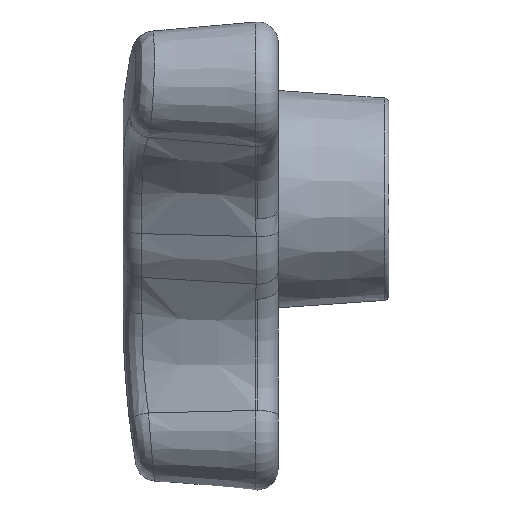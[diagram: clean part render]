
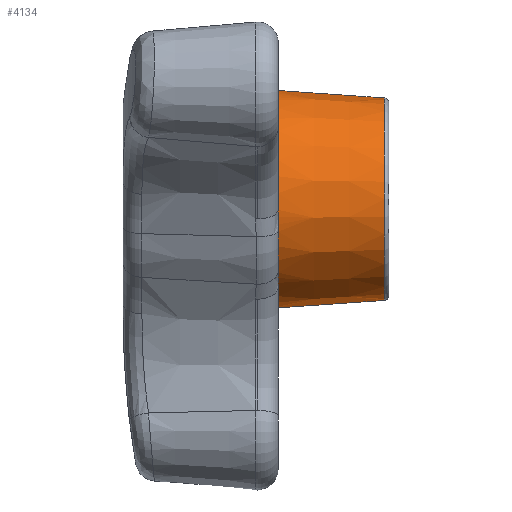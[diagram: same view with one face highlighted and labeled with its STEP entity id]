
A CAD part, left-side view. The second image highlights one B-rep face of the part: STEP entity #4134.
In plain terms, the highlighted conical face has half-angle 4 degrees and reference radius 10.5 mm.
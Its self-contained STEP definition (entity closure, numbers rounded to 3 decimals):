
#28 = DIRECTION ( 'NONE',  ( 0., 0., 1. ) ) ;
#90 = ORIENTED_EDGE ( 'NONE', *, *, #428, .T. ) ;
#170 = LINE ( 'NONE', #3500, #3330 ) ;
#301 = DIRECTION ( 'NONE',  ( 0., -1., 0. ) ) ;
#411 = EDGE_CURVE ( 'NONE', #1751, #920, #4654, .T. ) ;
#421 = DIRECTION ( 'NONE',  ( 0., -1., 0. ) ) ;
#428 = EDGE_CURVE ( 'NONE', #6207, #545, #2222, .T. ) ;
#545 = VERTEX_POINT ( 'NONE', #1517 ) ;
#600 = CONICAL_SURFACE ( 'NONE', #900, 10.5, 0.07 ) ;
#710 = VERTEX_POINT ( 'NONE', #1929 ) ;
#717 = EDGE_CURVE ( 'NONE', #762, #956, #2323, .T. ) ;
#748 = DIRECTION ( 'NONE',  ( 0., 0., 1. ) ) ;
#759 = AXIS2_PLACEMENT_3D ( 'NONE', #2624, #301, #1277 ) ;
#762 = VERTEX_POINT ( 'NONE', #3615 ) ;
#879 = CARTESIAN_POINT ( 'NONE',  ( -10.449, -15., -1.038 ) ) ;
#900 = AXIS2_PLACEMENT_3D ( 'NONE', #4482, #2576, #4959 ) ;
#920 = VERTEX_POINT ( 'NONE', #4184 ) ;
#956 = VERTEX_POINT ( 'NONE', #879 ) ;
#983 = FACE_OUTER_BOUND ( 'NONE', #2166, .T. ) ;
#1150 = VERTEX_POINT ( 'NONE', #2911 ) ;
#1261 = CARTESIAN_POINT ( 'NONE',  ( 0., -15., 0. ) ) ;
#1275 = CIRCLE ( 'NONE', #5845, 10.5 ) ;
#1277 = DIRECTION ( 'NONE',  ( 0., 0., 1. ) ) ;
#1296 = DIRECTION ( 'NONE',  ( 0., -1., 0. ) ) ;
#1304 = AXIS2_PLACEMENT_3D ( 'NONE', #4285, #1296, #4259 ) ;
#1462 = ORIENTED_EDGE ( 'NONE', *, *, #717, .T. ) ;
#1474 = DIRECTION ( 'NONE',  ( 0., -1., 0. ) ) ;
#1517 = CARTESIAN_POINT ( 'NONE',  ( -2.293, -15., 10.246 ) ) ;
#1532 = ORIENTED_EDGE ( 'NONE', *, *, #5377, .T. ) ;
#1537 = CARTESIAN_POINT ( 'NONE',  ( 0., -15., 0. ) ) ;
#1572 = AXIS2_PLACEMENT_3D ( 'NONE', #1537, #1474, #3413 ) ;
#1751 = VERTEX_POINT ( 'NONE', #2408 ) ;
#1929 = CARTESIAN_POINT ( 'NONE',  ( 0., -25.235, -9.784 ) ) ;
#2060 = CARTESIAN_POINT ( 'NONE',  ( 0., -15., -10.5 ) ) ;
#2086 = AXIS2_PLACEMENT_3D ( 'NONE', #4808, #421, #2269 ) ;
#2125 = AXIS2_PLACEMENT_3D ( 'NONE', #1261, #3774, #3678 ) ;
#2166 = EDGE_LOOP ( 'NONE', ( #1532, #3819, #90, #4554, #1462, #2675, #5087, #2490, #4001, #3440 ) ) ;
#2222 = CIRCLE ( 'NONE', #2125, 10.5 ) ;
#2269 = DIRECTION ( 'NONE',  ( 0., 0., 1. ) ) ;
#2323 = CIRCLE ( 'NONE', #5872, 10.5 ) ;
#2406 = EDGE_CURVE ( 'NONE', #710, #920, #4085, .T. ) ;
#2408 = CARTESIAN_POINT ( 'NONE',  ( -6.123, -15., -8.53 ) ) ;
#2490 = ORIENTED_EDGE ( 'NONE', *, *, #2610, .T. ) ;
#2576 = DIRECTION ( 'NONE',  ( 0., 1., 0. ) ) ;
#2610 = EDGE_CURVE ( 'NONE', #1150, #1751, #1275, .T. ) ;
#2624 = CARTESIAN_POINT ( 'NONE',  ( 0., -15., 0. ) ) ;
#2636 = CARTESIAN_POINT ( 'NONE',  ( 0., -15., 0. ) ) ;
#2675 = ORIENTED_EDGE ( 'NONE', *, *, #5536, .T. ) ;
#2911 = CARTESIAN_POINT ( 'NONE',  ( -7.727, -15., -7.109 ) ) ;
#3100 = AXIS2_PLACEMENT_3D ( 'NONE', #4881, #3510, #5446 ) ;
#3322 = CARTESIAN_POINT ( 'NONE',  ( 0., -15., 0. ) ) ;
#3330 = VECTOR ( 'NONE', #4904, 1000. ) ;
#3413 = DIRECTION ( 'NONE',  ( 0., 0., 1. ) ) ;
#3440 = ORIENTED_EDGE ( 'NONE', *, *, #2406, .F. ) ;
#3500 = CARTESIAN_POINT ( 'NONE',  ( 0., -15., 10.5 ) ) ;
#3510 = DIRECTION ( 'NONE',  ( 0., 1., 0. ) ) ;
#3615 = CARTESIAN_POINT ( 'NONE',  ( -4.326, -15., 9.568 ) ) ;
#3639 = EDGE_CURVE ( 'NONE', #5500, #6207, #170, .T. ) ;
#3678 = DIRECTION ( 'NONE',  ( 0., 0., 1. ) ) ;
#3774 = DIRECTION ( 'NONE',  ( 0., -1., 0. ) ) ;
#3802 = CIRCLE ( 'NONE', #759, 10.5 ) ;
#3819 = ORIENTED_EDGE ( 'NONE', *, *, #3639, .T. ) ;
#3995 = DIRECTION ( 'NONE',  ( 0., 0.998, -0.07 ) ) ;
#4001 = ORIENTED_EDGE ( 'NONE', *, *, #411, .T. ) ;
#4027 = DIRECTION ( 'NONE',  ( 0., -1., 0. ) ) ;
#4085 = LINE ( 'NONE', #2060, #5234 ) ;
#4104 = CIRCLE ( 'NONE', #1572, 10.5 ) ;
#4134 = ADVANCED_FACE ( 'NONE', ( #983 ), #600, .T. ) ;
#4184 = CARTESIAN_POINT ( 'NONE',  ( 0., -15., -10.5 ) ) ;
#4237 = VERTEX_POINT ( 'NONE', #4722 ) ;
#4259 = DIRECTION ( 'NONE',  ( 0., 0., 1. ) ) ;
#4285 = CARTESIAN_POINT ( 'NONE',  ( 0., -15., 0. ) ) ;
#4406 = DIRECTION ( 'NONE',  ( 0., -1., 0. ) ) ;
#4482 = CARTESIAN_POINT ( 'NONE',  ( 0., -15., 0. ) ) ;
#4515 = CARTESIAN_POINT ( 'NONE',  ( 0., -15., 10.5 ) ) ;
#4554 = ORIENTED_EDGE ( 'NONE', *, *, #5421, .T. ) ;
#4650 = CARTESIAN_POINT ( 'NONE',  ( 0., -25.235, 9.784 ) ) ;
#4654 = CIRCLE ( 'NONE', #1304, 10.5 ) ;
#4722 = CARTESIAN_POINT ( 'NONE',  ( -10.02, -15., -3.137 ) ) ;
#4808 = CARTESIAN_POINT ( 'NONE',  ( 0., -15., 0. ) ) ;
#4881 = CARTESIAN_POINT ( 'NONE',  ( 0., -25.235, 0. ) ) ;
#4904 = DIRECTION ( 'NONE',  ( 0., 0.998, 0.07 ) ) ;
#4959 = DIRECTION ( 'NONE',  ( 0., 0., -1. ) ) ;
#5087 = ORIENTED_EDGE ( 'NONE', *, *, #5747, .T. ) ;
#5123 = CIRCLE ( 'NONE', #2086, 10.5 ) ;
#5234 = VECTOR ( 'NONE', #3995, 1000. ) ;
#5377 = EDGE_CURVE ( 'NONE', #710, #5500, #5751, .T. ) ;
#5421 = EDGE_CURVE ( 'NONE', #545, #762, #4104, .T. ) ;
#5446 = DIRECTION ( 'NONE',  ( 0., 0., 1. ) ) ;
#5500 = VERTEX_POINT ( 'NONE', #4650 ) ;
#5536 = EDGE_CURVE ( 'NONE', #956, #4237, #3802, .T. ) ;
#5747 = EDGE_CURVE ( 'NONE', #4237, #1150, #5123, .T. ) ;
#5751 = CIRCLE ( 'NONE', #3100, 9.784 ) ;
#5845 = AXIS2_PLACEMENT_3D ( 'NONE', #3322, #4406, #28 ) ;
#5872 = AXIS2_PLACEMENT_3D ( 'NONE', #2636, #4027, #748 ) ;
#6207 = VERTEX_POINT ( 'NONE', #4515 ) ;
